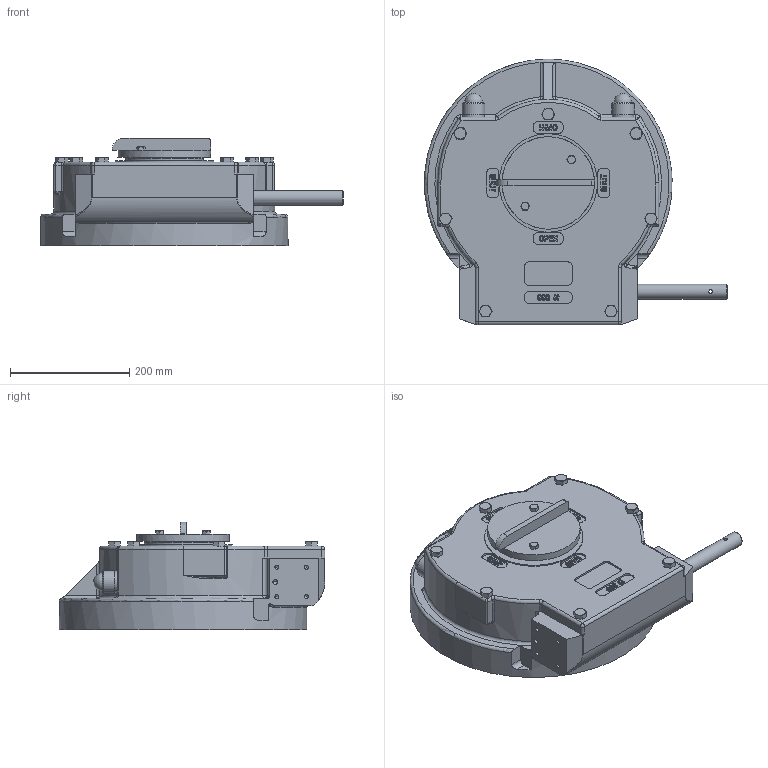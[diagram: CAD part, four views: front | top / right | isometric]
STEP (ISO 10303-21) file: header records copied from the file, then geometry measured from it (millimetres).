
FILE_DESCRIPTION( ( 'Unknown' ), '1' );
FILE_NAME( 'AB6800N LB LH.stp', 'Unknown', ( 'Unknown' ), ( 'Unknown' ), 'PSStep 15.0.49', 'Unknown', ' ' );
FILE_SCHEMA( ( 'AUTOMOTIVE_DESIGN { 1 0 10303 214 1 1 1 1 }' ) );
Length unit declared in the file: millimetre
Products named in the file (1): 22F0Z10000001
Bounding box: 507.07 x 445 x 179.9 mm (x, y, z)
Volume: 12622621.5 mm3; surface area: 1069896.6 mm2
Topology: 1 solids, 29 shells, 1468 faces, 3844 edges, 2426 vertices
Faces by surface type: plane 502, cylinder 398, torus 242, cone 232, sphere 44, bspline 26, extrusion 24
Full cylindrical faces by diameter (mm): 6 x1, 6.647 x18, 8 x8, 9 x2, 10.106 x14, 12 x7, 14 x7, 25 x1, 30 x1, 36 x2, 38 x4, 125.95 x2, 130 x6, 140 x1, 155 x1, 165 x1, 415 x1
Entity records: 64853 total; most frequent: CARTESIAN_POINT 19951, ORIENTED_EDGE 7156, DIRECTION 6404, EDGE_CURVE 3578, AXIS2_PLACEMENT_3D 2723, VERTEX_POINT 2361, EDGE_LOOP 1672, FACE_OUTER_BOUND 1553
